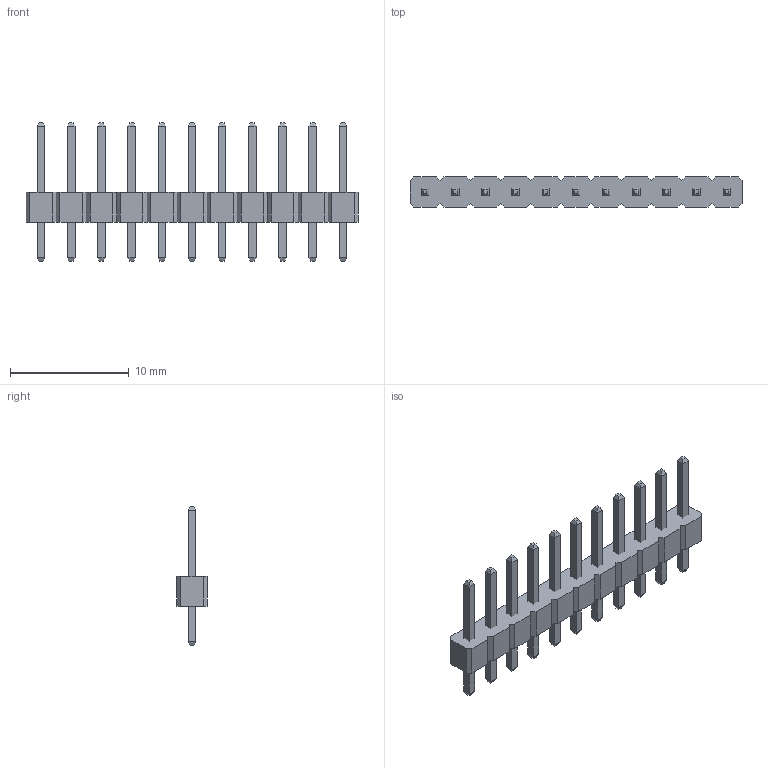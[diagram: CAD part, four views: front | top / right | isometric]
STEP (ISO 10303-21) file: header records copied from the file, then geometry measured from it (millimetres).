
FILE_DESCRIPTION(/* description */ (''),/* implementation_level */ '2;1');
FILE_NAME(/* name */ '5f3dd5bb933f190f816bcb15',/* time_stamp */ '2020-08-20T01:45:32+00:00',/* author */ (''),/* organization */ (''),/* preprocessor_version */ 'ST-DEVELOPER v16.7',/* originating_system */ $,/* authorisation */ $);
FILE_SCHEMA (('AUTOMOTIVE_DESIGN {1 0 10303 214 3 1 1}'));
Length unit declared in the file: metre
Products named in the file (23): Part 23; Part 22; Part 21; Part 20; Part 19; Part 18; Part 17; Part 16; Part 15; Part 14; Part 13; Part 12; Part 11; Part 10; Part 9; Part 8; Part 7; Part 6; Part 5; Part 4; Plastic; Pin Bottom; Pin Top
Bounding box: 27.94 x 2.54 x 11.68 mm (x, y, z)
Volume: 223.2 mm3; surface area: 638.5 mm2
Topology: 23 solids, 23 shells, 290 faces, 644 edges, 400 vertices
Faces by surface type: plane 290
Entity records: 8306 total; most frequent: CARTESIAN_POINT 1357, ORIENTED_EDGE 1288, DIRECTION 1270, EDGE_CURVE 644, LINE 644, VECTOR 644, VERTEX_POINT 400, AXIS2_PLACEMENT_3D 313
